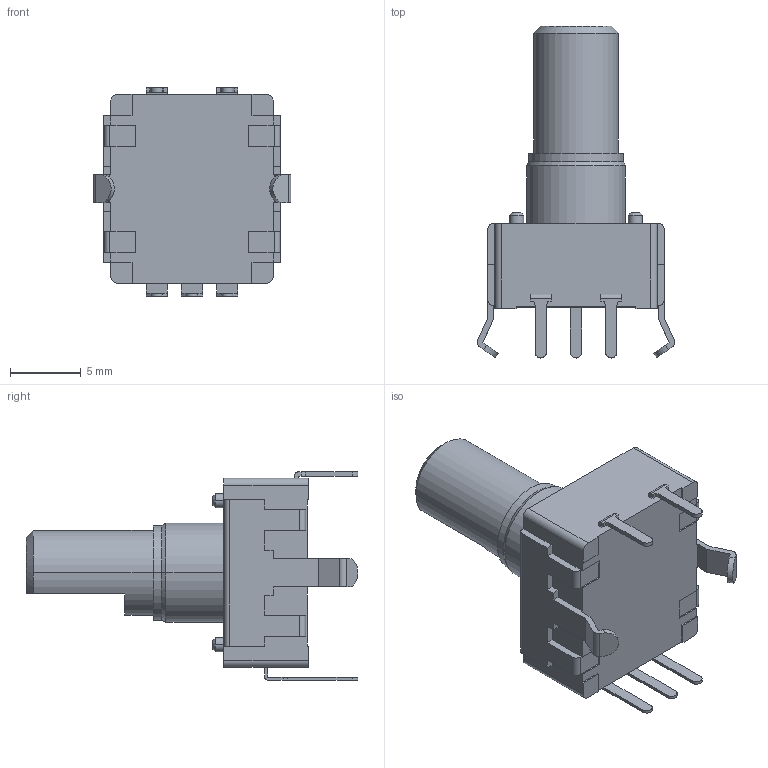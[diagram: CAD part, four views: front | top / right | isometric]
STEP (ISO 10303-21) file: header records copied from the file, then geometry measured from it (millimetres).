
FILE_DESCRIPTION((''),'2;1');
FILE_NAME('PEC12R-4X20F-SXXX','2014-08-05T',('RICKB'),('Bourns, Inc.'),'PRO/ENGINEER BY PARAMETRIC TECHNOLOGY CORPORATION, 2012230','PRO/ENGINEER BY PARAMETRIC TECHNOLOGY CORPORATION, 2012230','');
FILE_SCHEMA(('CONFIG_CONTROL_DESIGN'));
Length unit declared in the file: millimetre
Products named in the file (1): PEC12R-4X20F-SXXX
Bounding box: 14 x 23.5 x 14.75 mm (x, y, z)
Volume: 1372.1 mm3; surface area: 1023.3 mm2
Topology: 1 solids, 1 shells, 195 faces, 530 edges, 348 vertices
Faces by surface type: plane 146, cylinder 38, cone 11
Entity records: 6127 total; most frequent: CARTESIAN_POINT 1079, ORIENTED_EDGE 1060, DIRECTION 1009, EDGE_CURVE 530, VECTOR 437, LINE 437, VERTEX_POINT 348, AXIS2_PLACEMENT_3D 286
